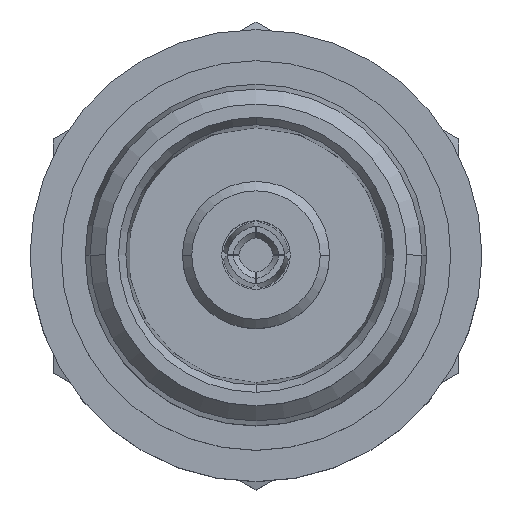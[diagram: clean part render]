
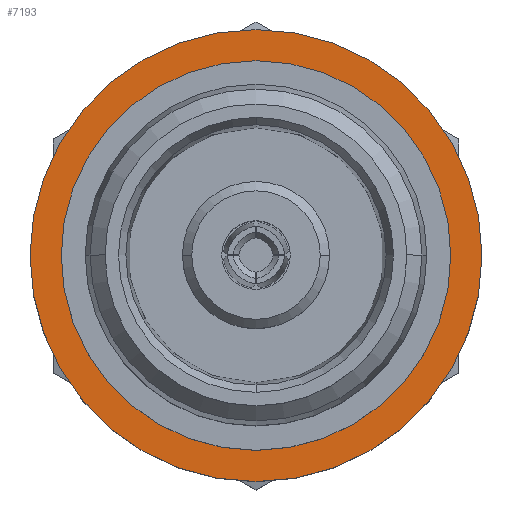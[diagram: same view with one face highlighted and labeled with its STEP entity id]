
A CAD part, top view. The second image highlights one B-rep face of the part: STEP entity #7193.
In plain terms, the highlighted planar face has unit normal (0, 0, 1).
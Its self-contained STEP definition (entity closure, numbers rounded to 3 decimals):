
#242 = DIRECTION ( 'NONE',  ( -1., 0., 0. ) ) ;
#461 = CARTESIAN_POINT ( 'NONE',  ( 0., 4.8, -12.7 ) ) ;
#580 = CARTESIAN_POINT ( 'NONE',  ( 0., 0., -12.7 ) ) ;
#720 = CARTESIAN_POINT ( 'NONE',  ( -7.25, 0., -12.7 ) ) ;
#807 = EDGE_CURVE ( 'NONE', #1804, #2631, #5999, .T. ) ;
#872 = CARTESIAN_POINT ( 'NONE',  ( 0., 0., -12.7 ) ) ;
#1184 = DIRECTION ( 'NONE',  ( -1., 0., 0. ) ) ;
#1232 = DIRECTION ( 'NONE',  ( 0., 0., -1. ) ) ;
#1320 = DIRECTION ( 'NONE',  ( -1., 0., 0. ) ) ;
#1432 = DIRECTION ( 'NONE',  ( -1., 0., 0. ) ) ;
#1646 = CARTESIAN_POINT ( 'NONE',  ( 0., 0., -12.7 ) ) ;
#1728 = CIRCLE ( 'NONE', #3448, 6.25 ) ;
#1804 = VERTEX_POINT ( 'NONE', #8026 ) ;
#1814 = AXIS2_PLACEMENT_3D ( 'NONE', #1646, #6800, #2391 ) ;
#1985 = ORIENTED_EDGE ( 'NONE', *, *, #4680, .T. ) ;
#2213 = EDGE_LOOP ( 'NONE', ( #8854, #6462 ) ) ;
#2391 = DIRECTION ( 'NONE',  ( -1., 0., 0. ) ) ;
#2631 = VERTEX_POINT ( 'NONE', #8883 ) ;
#3448 = AXIS2_PLACEMENT_3D ( 'NONE', #580, #5773, #1320 ) ;
#3724 = EDGE_CURVE ( 'NONE', #7915, #8402, #5054, .T. ) ;
#3886 = AXIS2_PLACEMENT_3D ( 'NONE', #9085, #4653, #242 ) ;
#4083 = CIRCLE ( 'NONE', #1814, 7.25 ) ;
#4259 = FACE_BOUND ( 'NONE', #8141, .T. ) ;
#4451 = CARTESIAN_POINT ( 'NONE',  ( 7.25, 0., -12.7 ) ) ;
#4490 = EDGE_CURVE ( 'NONE', #8402, #7915, #4083, .T. ) ;
#4653 = DIRECTION ( 'NONE',  ( 0., 0., -1. ) ) ;
#4680 = EDGE_CURVE ( 'NONE', #2631, #1804, #1728, .T. ) ;
#5054 = CIRCLE ( 'NONE', #3886, 7.25 ) ;
#5648 = DIRECTION ( 'NONE',  ( 0., 0., -1. ) ) ;
#5773 = DIRECTION ( 'NONE',  ( 0., 0., -1. ) ) ;
#5994 = FACE_OUTER_BOUND ( 'NONE', #2213, .T. ) ;
#5999 = CIRCLE ( 'NONE', #6500, 6.25 ) ;
#6462 = ORIENTED_EDGE ( 'NONE', *, *, #3724, .F. ) ;
#6500 = AXIS2_PLACEMENT_3D ( 'NONE', #872, #1232, #1432 ) ;
#6800 = DIRECTION ( 'NONE',  ( 0., 0., -1. ) ) ;
#6814 = AXIS2_PLACEMENT_3D ( 'NONE', #461, #5648, #1184 ) ;
#7075 = PLANE ( 'NONE',  #6814 ) ;
#7193 = ADVANCED_FACE ( 'NONE', ( #4259, #5994 ), #7075, .F. ) ;
#7915 = VERTEX_POINT ( 'NONE', #4451 ) ;
#8026 = CARTESIAN_POINT ( 'NONE',  ( -6.25, 0., -12.7 ) ) ;
#8141 = EDGE_LOOP ( 'NONE', ( #1985, #9193 ) ) ;
#8402 = VERTEX_POINT ( 'NONE', #720 ) ;
#8854 = ORIENTED_EDGE ( 'NONE', *, *, #4490, .F. ) ;
#8883 = CARTESIAN_POINT ( 'NONE',  ( 6.25, 0., -12.7 ) ) ;
#9085 = CARTESIAN_POINT ( 'NONE',  ( 0., 0., -12.7 ) ) ;
#9193 = ORIENTED_EDGE ( 'NONE', *, *, #807, .T. ) ;
